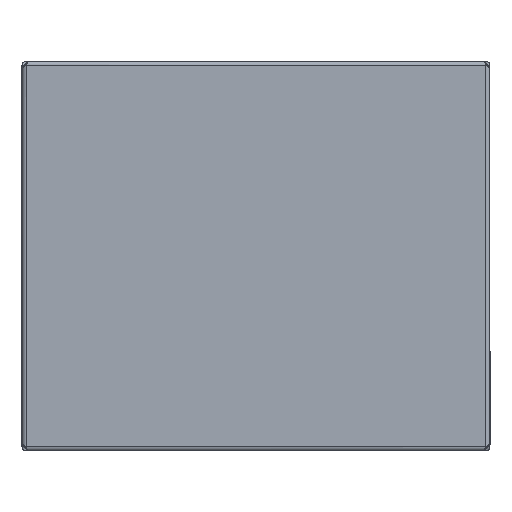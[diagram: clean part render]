
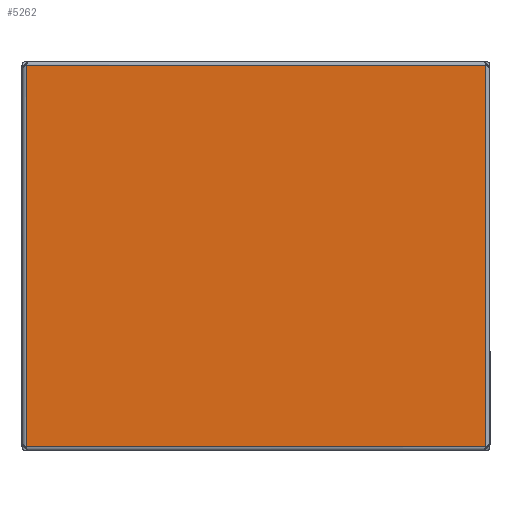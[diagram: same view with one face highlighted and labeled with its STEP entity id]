
A CAD part, front view. The second image highlights one B-rep face of the part: STEP entity #5262.
In plain terms, the highlighted planar face has unit normal (0, -1, 0).
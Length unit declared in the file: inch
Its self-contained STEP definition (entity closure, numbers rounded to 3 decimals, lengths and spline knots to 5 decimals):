
#213 = VERTEX_POINT ( 'NONE', #505 ) ;
#231 = DIRECTION ( 'NONE',  ( 0., -1., 0. ) ) ;
#239 = VERTEX_POINT ( 'NONE', #1123 ) ;
#356 = DIRECTION ( 'NONE',  ( 0., 0., -1. ) ) ;
#505 = CARTESIAN_POINT ( 'NONE',  ( 8.83352, 0., -15.66504 ) ) ;
#930 = CARTESIAN_POINT ( 'NONE',  ( -8.83352, 0., -0.99806 ) ) ;
#1123 = CARTESIAN_POINT ( 'NONE',  ( -8.83352, 0., -15.66504 ) ) ;
#1216 = CARTESIAN_POINT ( 'NONE',  ( 8.83352, 0., -0.99806 ) ) ;
#1250 = VECTOR ( 'NONE', #5663, 39.37008 ) ;
#1455 = ORIENTED_EDGE ( 'NONE', *, *, #4140, .T. ) ;
#1602 = CARTESIAN_POINT ( 'NONE',  ( 8.83352, 0., 0. ) ) ;
#1686 = EDGE_CURVE ( 'NONE', #239, #213, #2415, .T. ) ;
#2339 = LINE ( 'NONE', #3531, #3384 ) ;
#2343 = ORIENTED_EDGE ( 'NONE', *, *, #1686, .T. ) ;
#2399 = VECTOR ( 'NONE', #5719, 39.37008 ) ;
#2415 = LINE ( 'NONE', #5796, #5877 ) ;
#2563 = FACE_OUTER_BOUND ( 'NONE', #3678, .T. ) ;
#2817 = VERTEX_POINT ( 'NONE', #1216 ) ;
#3203 = ORIENTED_EDGE ( 'NONE', *, *, #4278, .T. ) ;
#3285 = CARTESIAN_POINT ( 'NONE',  ( -17.9548, 0., -0.99806 ) ) ;
#3384 = VECTOR ( 'NONE', #5264, 39.37008 ) ;
#3531 = CARTESIAN_POINT ( 'NONE',  ( -8.83352, 0., 0. ) ) ;
#3678 = EDGE_LOOP ( 'NONE', ( #3203, #2343, #1455, #4322 ) ) ;
#4140 = EDGE_CURVE ( 'NONE', #213, #2817, #4648, .T. ) ;
#4278 = EDGE_CURVE ( 'NONE', #6242, #239, #2339, .T. ) ;
#4322 = ORIENTED_EDGE ( 'NONE', *, *, #5518, .T. ) ;
#4497 = CARTESIAN_POINT ( 'NONE',  ( -17.9548, 0., 0. ) ) ;
#4648 = LINE ( 'NONE', #1602, #2399 ) ;
#5262 = ADVANCED_FACE ( 'NONE', ( #2563 ), #7351, .T. ) ;
#5264 = DIRECTION ( 'NONE',  ( 0., 0., -1. ) ) ;
#5518 = EDGE_CURVE ( 'NONE', #2817, #6242, #5704, .T. ) ;
#5663 = DIRECTION ( 'NONE',  ( -1., 0., 0. ) ) ;
#5704 = LINE ( 'NONE', #3285, #1250 ) ;
#5719 = DIRECTION ( 'NONE',  ( 0., 0., 1. ) ) ;
#5796 = CARTESIAN_POINT ( 'NONE',  ( -17.9548, 0., -15.66504 ) ) ;
#5877 = VECTOR ( 'NONE', #6971, 39.37008 ) ;
#6242 = VERTEX_POINT ( 'NONE', #930 ) ;
#6310 = AXIS2_PLACEMENT_3D ( 'NONE', #4497, #231, #356 ) ;
#6971 = DIRECTION ( 'NONE',  ( 1., 0., 0. ) ) ;
#7351 = PLANE ( 'NONE',  #6310 ) ;
